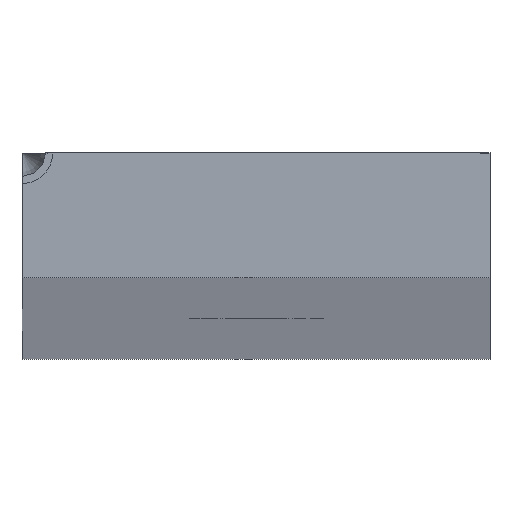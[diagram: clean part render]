
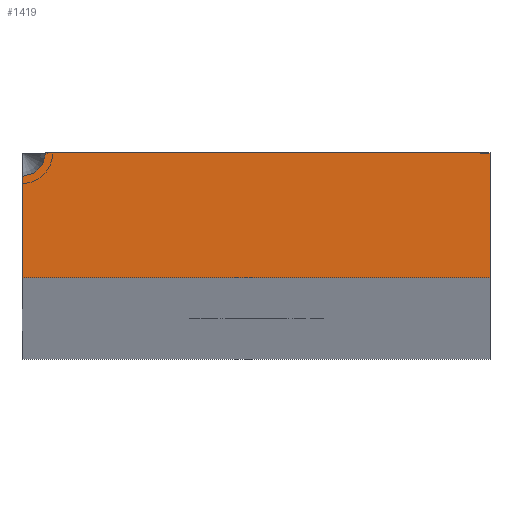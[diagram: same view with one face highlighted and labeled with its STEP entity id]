
A CAD part, top view. The second image highlights one B-rep face of the part: STEP entity #1419.
In plain terms, the highlighted planar face has unit normal (0, 0, 1).
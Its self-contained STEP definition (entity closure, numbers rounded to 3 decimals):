
#34 = ORIENTED_EDGE ( 'NONE', *, *, #13153, .T. ) ;
#554 = CARTESIAN_POINT ( 'NONE',  ( -15., -4., 1500. ) ) ;
#736 = VECTOR ( 'NONE', #17287, 1000. ) ;
#1242 = ORIENTED_EDGE ( 'NONE', *, *, #7420, .T. ) ;
#1419 = ADVANCED_FACE ( 'NONE', ( #3738 ), #5802, .F. ) ;
#2026 = AXIS2_PLACEMENT_3D ( 'NONE', #5477, #18541, #11246 ) ;
#2199 = VERTEX_POINT ( 'NONE', #3861 ) ;
#2582 = LINE ( 'NONE', #10114, #736 ) ;
#2713 = DIRECTION ( 'NONE',  ( 0., 0., -1. ) ) ;
#2810 = VECTOR ( 'NONE', #15630, 1000. ) ;
#3738 = FACE_OUTER_BOUND ( 'NONE', #7653, .T. ) ;
#3859 = CARTESIAN_POINT ( 'NONE',  ( -15., 4., 1500. ) ) ;
#3861 = CARTESIAN_POINT ( 'NONE',  ( -13.485, 4., 1500. ) ) ;
#4103 = EDGE_CURVE ( 'NONE', #6449, #2199, #16657, .T. ) ;
#5120 = LINE ( 'NONE', #554, #2810 ) ;
#5477 = CARTESIAN_POINT ( 'NONE',  ( -15., 4., 1500. ) ) ;
#5694 = EDGE_CURVE ( 'NONE', #6449, #6066, #5120, .T. ) ;
#5802 = PLANE ( 'NONE',  #15685 ) ;
#6066 = VERTEX_POINT ( 'NONE', #10397 ) ;
#6449 = VERTEX_POINT ( 'NONE', #16898 ) ;
#7420 = EDGE_CURVE ( 'NONE', #13467, #13378, #2582, .T. ) ;
#7450 = VECTOR ( 'NONE', #15712, 1000. ) ;
#7653 = EDGE_LOOP ( 'NONE', ( #13187, #8379, #8977, #1242, #34 ) ) ;
#8379 = ORIENTED_EDGE ( 'NONE', *, *, #5694, .T. ) ;
#8977 = ORIENTED_EDGE ( 'NONE', *, *, #13687, .T. ) ;
#9453 = LINE ( 'NONE', #9958, #7450 ) ;
#9958 = CARTESIAN_POINT ( 'NONE',  ( -15., -4., 1500. ) ) ;
#10114 = CARTESIAN_POINT ( 'NONE',  ( 15., -4., 1500. ) ) ;
#10397 = CARTESIAN_POINT ( 'NONE',  ( -15., -4., 1500. ) ) ;
#11086 = VECTOR ( 'NONE', #14064, 1000. ) ;
#11246 = DIRECTION ( 'NONE',  ( -1., 0., 0. ) ) ;
#12918 = CARTESIAN_POINT ( 'NONE',  ( 0., 0., 1500. ) ) ;
#13153 = EDGE_CURVE ( 'NONE', #13378, #2199, #15449, .T. ) ;
#13187 = ORIENTED_EDGE ( 'NONE', *, *, #4103, .F. ) ;
#13378 = VERTEX_POINT ( 'NONE', #15976 ) ;
#13467 = VERTEX_POINT ( 'NONE', #15029 ) ;
#13687 = EDGE_CURVE ( 'NONE', #6066, #13467, #9453, .T. ) ;
#14064 = DIRECTION ( 'NONE',  ( -1., 0., 0. ) ) ;
#15029 = CARTESIAN_POINT ( 'NONE',  ( 15., -4., 1500. ) ) ;
#15449 = LINE ( 'NONE', #3859, #11086 ) ;
#15630 = DIRECTION ( 'NONE',  ( 0., -1., 0. ) ) ;
#15685 = AXIS2_PLACEMENT_3D ( 'NONE', #12918, #2713, #18761 ) ;
#15712 = DIRECTION ( 'NONE',  ( 1., 0., 0. ) ) ;
#15976 = CARTESIAN_POINT ( 'NONE',  ( 15., 4., 1500. ) ) ;
#16657 = CIRCLE ( 'NONE', #2026, 1.515 ) ;
#16898 = CARTESIAN_POINT ( 'NONE',  ( -15., 2.485, 1500. ) ) ;
#17287 = DIRECTION ( 'NONE',  ( 0., 1., 0. ) ) ;
#18541 = DIRECTION ( 'NONE',  ( 0., 0., 1. ) ) ;
#18761 = DIRECTION ( 'NONE',  ( -1., 0., 0. ) ) ;
